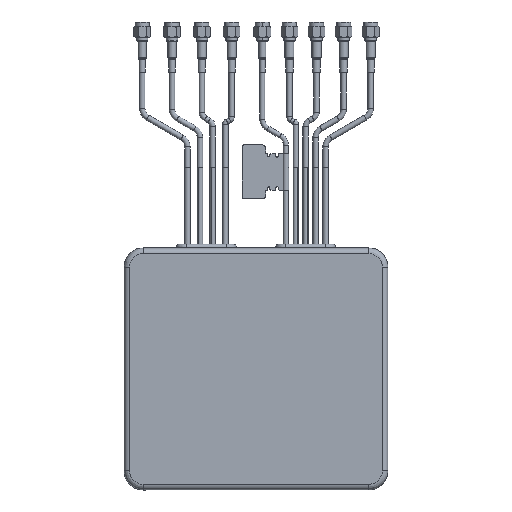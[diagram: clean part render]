
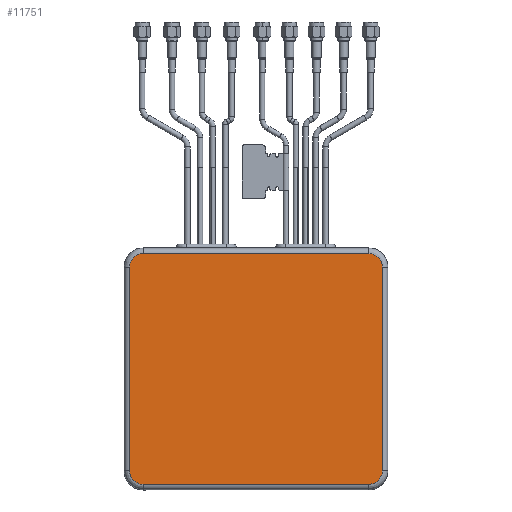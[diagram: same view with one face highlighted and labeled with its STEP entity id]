
A CAD part, front view. The second image highlights one B-rep face of the part: STEP entity #11751.
In plain terms, the highlighted planar face has unit normal (0, -1, 0).
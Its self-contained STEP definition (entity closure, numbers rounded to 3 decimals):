
#164 = EDGE_CURVE ( 'NONE', #29926, #39415, #27847, .T. ) ;
#2936 = CARTESIAN_POINT ( 'NONE',  ( 59.744, -11.332, 82.135 ) ) ;
#3757 = CARTESIAN_POINT ( 'NONE',  ( -65.102, -11.332, 82.135 ) ) ;
#4578 = CARTESIAN_POINT ( 'NONE',  ( -65.102, -11.332, 209.961 ) ) ;
#4964 = EDGE_CURVE ( 'NONE', #41703, #5490, #42855, .T. ) ;
#5490 = VERTEX_POINT ( 'NONE', #22383 ) ;
#5543 =( BOUNDED_CURVE ( )  B_SPLINE_CURVE ( 3, ( #2936, #54941, #11754, #43565 ),
 .UNSPECIFIED., .F., .T. ) 
 B_SPLINE_CURVE_WITH_KNOTS ( ( 4, 4 ),
 ( 2.358, 3.926 ),
 .UNSPECIFIED. ) 
 CURVE ( )  GEOMETRIC_REPRESENTATION_ITEM ( )  RATIONAL_B_SPLINE_CURVE ( ( 1., 0.805, 0.805, 1. ) ) 
 REPRESENTATION_ITEM ( '' )  );
#6492 = DIRECTION ( 'NONE',  ( 0., 1., 0. ) ) ;
#6506 = LINE ( 'NONE', #23293, #37733 ) ;
#6860 = CARTESIAN_POINT ( 'NONE',  ( -2.679, -11.332, 82.135 ) ) ;
#8028 = CARTESIAN_POINT ( 'NONE',  ( -72.592, -11.332, 206.861 ) ) ;
#9147 = CARTESIAN_POINT ( 'NONE',  ( -65.102, -11.332, 209.961 ) ) ;
#9645 = EDGE_LOOP ( 'NONE', ( #26305, #37924, #19341, #54646, #29823, #32001, #47014, #46657 ) ) ;
#11751 = ADVANCED_FACE ( 'NONE', ( #28080 ), #15041, .F. ) ;
#11754 = CARTESIAN_POINT ( 'NONE',  ( 67.234, -11.332, 85.234 ) ) ;
#12707 = CARTESIAN_POINT ( 'NONE',  ( -72.592, -11.332, 202.471 ) ) ;
#13506 = VERTEX_POINT ( 'NONE', #43288 ) ;
#13526 = CARTESIAN_POINT ( 'NONE',  ( 64.134, -11.332, 209.961 ) ) ;
#13682 = LINE ( 'NONE', #21042, #49627 ) ;
#14520 = CARTESIAN_POINT ( 'NONE',  ( 67.234, -11.332, 146.048 ) ) ;
#14700 = EDGE_CURVE ( 'NONE', #42258, #53968, #6506, .T. ) ;
#15041 = PLANE ( 'NONE',  #44658 ) ;
#16490 = DIRECTION ( 'NONE',  ( 1., 0., 0. ) ) ;
#16939 = CARTESIAN_POINT ( 'NONE',  ( 67.234, -11.332, 206.861 ) ) ;
#19285 = DIRECTION ( 'NONE',  ( -1., 0., 0. ) ) ;
#19341 = ORIENTED_EDGE ( 'NONE', *, *, #39183, .T. ) ;
#20729 = VECTOR ( 'NONE', #16490, 1000. ) ;
#21041 = CARTESIAN_POINT ( 'NONE',  ( -72.592, -11.332, 202.471 ) ) ;
#21042 = CARTESIAN_POINT ( 'NONE',  ( -72.592, -11.332, 146.048 ) ) ;
#21377 = CARTESIAN_POINT ( 'NONE',  ( -72.592, -11.332, 89.624 ) ) ;
#22383 = CARTESIAN_POINT ( 'NONE',  ( -65.102, -11.332, 82.135 ) ) ;
#23293 = CARTESIAN_POINT ( 'NONE',  ( -2.679, -11.332, 209.961 ) ) ;
#23304 = EDGE_CURVE ( 'NONE', #53968, #44111, #38226, .T. ) ;
#23760 = EDGE_CURVE ( 'NONE', #13506, #29926, #5543, .T. ) ;
#25359 = CARTESIAN_POINT ( 'NONE',  ( 59.744, -11.332, 209.961 ) ) ;
#26030 = CARTESIAN_POINT ( 'NONE',  ( 67.234, -11.332, 202.471 ) ) ;
#26305 = ORIENTED_EDGE ( 'NONE', *, *, #14700, .T. ) ;
#26582 = CARTESIAN_POINT ( 'NONE',  ( 59.744, -11.332, 209.961 ) ) ;
#26955 = DIRECTION ( 'NONE',  ( -1., 0., 0. ) ) ;
#27782 =( BOUNDED_CURVE ( )  B_SPLINE_CURVE ( 3, ( #26030, #16939, #13526, #26582 ),
 .UNSPECIFIED., .F., .T. ) 
 B_SPLINE_CURVE_WITH_KNOTS ( ( 4, 4 ),
 ( 2.358, 3.926 ),
 .UNSPECIFIED. ) 
 CURVE ( )  GEOMETRIC_REPRESENTATION_ITEM ( )  RATIONAL_B_SPLINE_CURVE ( ( 1., 0.805, 0.805, 1. ) ) 
 REPRESENTATION_ITEM ( '' )  );
#27847 = LINE ( 'NONE', #14520, #49611 ) ;
#28080 = FACE_OUTER_BOUND ( 'NONE', #9645, .T. ) ;
#28135 = CARTESIAN_POINT ( 'NONE',  ( 67.234, -11.332, 202.471 ) ) ;
#29823 = ORIENTED_EDGE ( 'NONE', *, *, #32556, .T. ) ;
#29926 = VERTEX_POINT ( 'NONE', #34916 ) ;
#32001 = ORIENTED_EDGE ( 'NONE', *, *, #23760, .T. ) ;
#32556 = EDGE_CURVE ( 'NONE', #5490, #13506, #54291, .T. ) ;
#33910 = CARTESIAN_POINT ( 'NONE',  ( -72.592, -11.332, 85.234 ) ) ;
#34916 = CARTESIAN_POINT ( 'NONE',  ( 67.234, -11.332, 89.624 ) ) ;
#37409 = EDGE_CURVE ( 'NONE', #39415, #42258, #27782, .T. ) ;
#37733 = VECTOR ( 'NONE', #19285, 1000. ) ;
#37924 = ORIENTED_EDGE ( 'NONE', *, *, #23304, .T. ) ;
#38155 = CARTESIAN_POINT ( 'NONE',  ( -69.492, -11.332, 82.135 ) ) ;
#38226 =( BOUNDED_CURVE ( )  B_SPLINE_CURVE ( 3, ( #9147, #38677, #8028, #21041 ),
 .UNSPECIFIED., .F., .T. ) 
 B_SPLINE_CURVE_WITH_KNOTS ( ( 4, 4 ),
 ( 2.358, 3.926 ),
 .UNSPECIFIED. ) 
 CURVE ( )  GEOMETRIC_REPRESENTATION_ITEM ( )  RATIONAL_B_SPLINE_CURVE ( ( 1., 0.805, 0.805, 1. ) ) 
 REPRESENTATION_ITEM ( '' )  );
#38390 = DIRECTION ( 'NONE',  ( 0., 0., -1. ) ) ;
#38677 = CARTESIAN_POINT ( 'NONE',  ( -69.492, -11.332, 209.961 ) ) ;
#39183 = EDGE_CURVE ( 'NONE', #44111, #41703, #13682, .T. ) ;
#39415 = VERTEX_POINT ( 'NONE', #28135 ) ;
#41703 = VERTEX_POINT ( 'NONE', #48617 ) ;
#42258 = VERTEX_POINT ( 'NONE', #25359 ) ;
#42855 =( BOUNDED_CURVE ( )  B_SPLINE_CURVE ( 3, ( #21377, #33910, #38155, #3757 ),
 .UNSPECIFIED., .F., .T. ) 
 B_SPLINE_CURVE_WITH_KNOTS ( ( 4, 4 ),
 ( 2.358, 3.926 ),
 .UNSPECIFIED. ) 
 CURVE ( )  GEOMETRIC_REPRESENTATION_ITEM ( )  RATIONAL_B_SPLINE_CURVE ( ( 1., 0.805, 0.805, 1. ) ) 
 REPRESENTATION_ITEM ( '' )  );
#43288 = CARTESIAN_POINT ( 'NONE',  ( 59.744, -11.332, 82.135 ) ) ;
#43565 = CARTESIAN_POINT ( 'NONE',  ( 67.234, -11.332, 89.624 ) ) ;
#44111 = VERTEX_POINT ( 'NONE', #12707 ) ;
#44658 = AXIS2_PLACEMENT_3D ( 'NONE', #49677, #6492, #26955 ) ;
#46657 = ORIENTED_EDGE ( 'NONE', *, *, #37409, .T. ) ;
#47014 = ORIENTED_EDGE ( 'NONE', *, *, #164, .T. ) ;
#48617 = CARTESIAN_POINT ( 'NONE',  ( -72.592, -11.332, 89.624 ) ) ;
#49455 = DIRECTION ( 'NONE',  ( 0., 0., 1. ) ) ;
#49611 = VECTOR ( 'NONE', #49455, 1000. ) ;
#49627 = VECTOR ( 'NONE', #38390, 1000. ) ;
#49677 = CARTESIAN_POINT ( 'NONE',  ( -2.679, -11.332, 146.048 ) ) ;
#53968 = VERTEX_POINT ( 'NONE', #4578 ) ;
#54291 = LINE ( 'NONE', #6860, #20729 ) ;
#54646 = ORIENTED_EDGE ( 'NONE', *, *, #4964, .T. ) ;
#54941 = CARTESIAN_POINT ( 'NONE',  ( 64.134, -11.332, 82.135 ) ) ;
